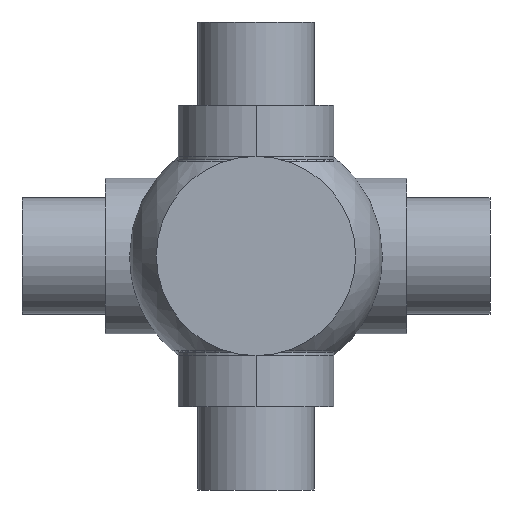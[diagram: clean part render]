
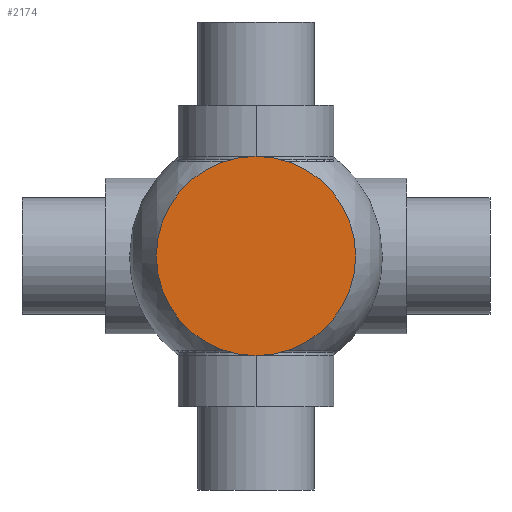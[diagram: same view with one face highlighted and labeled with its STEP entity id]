
A CAD part, front view. The second image highlights one B-rep face of the part: STEP entity #2174.
In plain terms, the highlighted planar face has unit normal (0, -1, 0).
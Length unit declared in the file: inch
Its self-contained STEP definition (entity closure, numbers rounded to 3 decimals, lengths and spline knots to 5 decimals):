
#151 = DIRECTION ( 'NONE',  ( 0., 1., 0. ) ) ;
#187 = AXIS2_PLACEMENT_3D ( 'NONE', #1510, #151, #1746 ) ;
#325 = VERTEX_POINT ( 'NONE', #677 ) ;
#383 = ORIENTED_EDGE ( 'NONE', *, *, #2610, .F. ) ;
#532 = DIRECTION ( 'NONE',  ( 0., 1., 0. ) ) ;
#618 = CIRCLE ( 'NONE', #2423, 2.5625 ) ;
#677 = CARTESIAN_POINT ( 'NONE',  ( 0., -10.257, 2.5625 ) ) ;
#762 = CARTESIAN_POINT ( 'NONE',  ( 0., -10.257, 0. ) ) ;
#789 = EDGE_LOOP ( 'NONE', ( #2856, #383 ) ) ;
#924 = CIRCLE ( 'NONE', #187, 2.5625 ) ;
#970 = DIRECTION ( 'NONE',  ( 0., 1., 0. ) ) ;
#1254 = EDGE_CURVE ( 'NONE', #325, #1630, #924, .T. ) ;
#1433 = PLANE ( 'NONE',  #1483 ) ;
#1483 = AXIS2_PLACEMENT_3D ( 'NONE', #762, #532, #2121 ) ;
#1510 = CARTESIAN_POINT ( 'NONE',  ( 0., -10.257, 0. ) ) ;
#1630 = VERTEX_POINT ( 'NONE', #1676 ) ;
#1676 = CARTESIAN_POINT ( 'NONE',  ( 0., -10.257, -2.5625 ) ) ;
#1746 = DIRECTION ( 'NONE',  ( 0., 0., 1. ) ) ;
#2121 = DIRECTION ( 'NONE',  ( 0., 0., 1. ) ) ;
#2174 = ADVANCED_FACE ( 'NONE', ( #2478 ), #1433, .F. ) ;
#2330 = CARTESIAN_POINT ( 'NONE',  ( 0., -10.257, 0. ) ) ;
#2423 = AXIS2_PLACEMENT_3D ( 'NONE', #2330, #970, #2556 ) ;
#2478 = FACE_OUTER_BOUND ( 'NONE', #789, .T. ) ;
#2556 = DIRECTION ( 'NONE',  ( 0., 0., 1. ) ) ;
#2610 = EDGE_CURVE ( 'NONE', #1630, #325, #618, .T. ) ;
#2856 = ORIENTED_EDGE ( 'NONE', *, *, #1254, .F. ) ;
